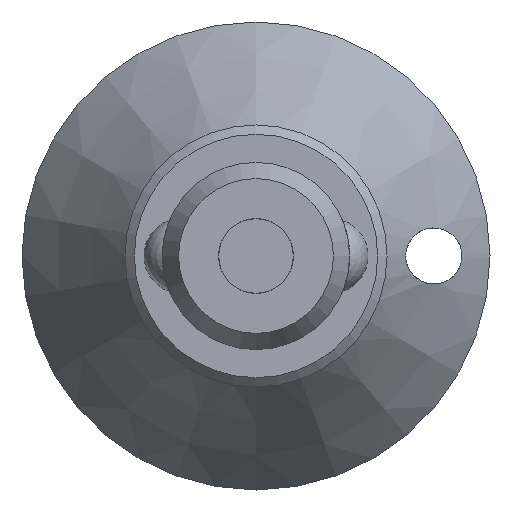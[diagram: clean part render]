
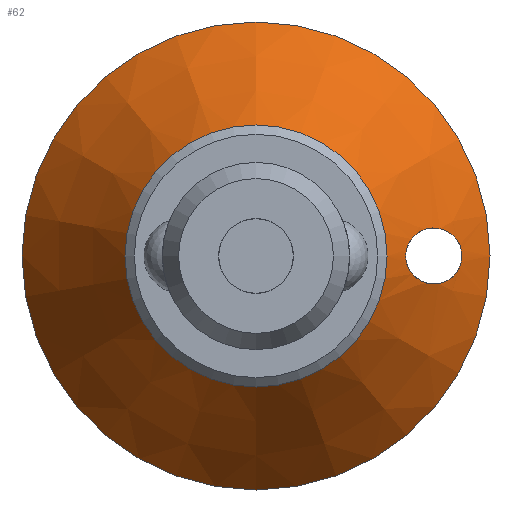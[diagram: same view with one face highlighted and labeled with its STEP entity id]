
A CAD part, front view. The second image highlights one B-rep face of the part: STEP entity #62.
In plain terms, the highlighted conical face has half-angle 33.9 degrees and reference radius 12.5 mm.
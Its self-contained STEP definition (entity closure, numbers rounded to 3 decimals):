
#62 = ADVANCED_FACE( '', ( #151, #152, #153 ), #154, .T. );
#151 = FACE_BOUND( '', #297, .T. );
#152 = FACE_OUTER_BOUND( '', #298, .T. );
#153 = FACE_BOUND( '', #299, .T. );
#154 = CONICAL_SURFACE( '', #300, 12.5, 0.592 );
#297 = EDGE_LOOP( '', ( #475 ) );
#298 = EDGE_LOOP( '', ( #476 ) );
#299 = EDGE_LOOP( '', ( #477 ) );
#300 = AXIS2_PLACEMENT_3D( '', #478, #479, #480 );
#475 = ORIENTED_EDGE( '', *, *, #680, .T. );
#476 = ORIENTED_EDGE( '', *, *, #681, .F. );
#477 = ORIENTED_EDGE( '', *, *, #682, .T. );
#478 = CARTESIAN_POINT( '', ( 0., 30.685, 0. ) );
#479 = DIRECTION( '', ( 0., 1., 0. ) );
#480 = DIRECTION( '', ( 0., 0., 1. ) );
#680 = EDGE_CURVE( '', #758, #758, #759, .T. );
#681 = EDGE_CURVE( '', #760, #760, #761, .T. );
#682 = EDGE_CURVE( '', #762, #762, #763, .T. );
#758 = VERTEX_POINT( '', #865 );
#759 = CIRCLE( '', #866, 7. );
#760 = VERTEX_POINT( '', #867 );
#761 = CIRCLE( '', #868, 12.5 );
#762 = VERTEX_POINT( '', #869 );
#763 = B_SPLINE_CURVE_WITH_KNOTS( '', 3, ( #870, #871, #872, #873, #874, #875, #876, #877, #878, #879, #880, #881, #882, #883, #884, #885, #886, #887, #888, #889, #890, #891, #892, #893, #894, #895, #896, #897, #898, #899, #900, #901, #902, #903, #904, #905, #906, #907, #908, #909, #910, #911, #912, #913, #914, #915 ), .UNSPECIFIED., .T., .F., ( 2, 2, 2, 2, 2, 2, 2, 2, 2, 2, 2, 2, 2, 2, 2, 2, 2, 2, 2, 2, 2, 2, 2, 2, 2 ), ( -0.001, 0., 0., 0.001, 0.001, 0.001, 0.002, 0.003, 0.003, 0.004, 0.005, 0.006, 0.006, 0.007, 0.007, 0.008, 0.008, 0.008, 0.009, 0.01, 0.011, 0.012, 0.013, 0.013, 0.014 ), .UNSPECIFIED. );
#865 = CARTESIAN_POINT( '', ( 0., 22.5, 7. ) );
#866 = AXIS2_PLACEMENT_3D( '', #1332, #1333, #1334 );
#867 = CARTESIAN_POINT( '', ( 0., 30.685, 12.5 ) );
#868 = AXIS2_PLACEMENT_3D( '', #1335, #1336, #1337 );
#869 = CARTESIAN_POINT( '', ( 8.221, 24.373, -0.784 ) );
#870 = CARTESIAN_POINT( '', ( 8.332, 24.562, -0.964 ) );
#871 = CARTESIAN_POINT( '', ( 8.166, 24.279, -0.694 ) );
#872 = CARTESIAN_POINT( '', ( 8.117, 24.193, -0.593 ) );
#873 = CARTESIAN_POINT( '', ( 8.058, 24.09, -0.417 ) );
#874 = CARTESIAN_POINT( '', ( 8.041, 24.061, -0.356 ) );
#875 = CARTESIAN_POINT( '', ( 8.015, 24.015, -0.225 ) );
#876 = CARTESIAN_POINT( '', ( 8.006, 24., -0.155 ) );
#877 = CARTESIAN_POINT( '', ( 7.994, 23.978, 0.054 ) );
#878 = CARTESIAN_POINT( '', ( 8.007, 24.001, 0.199 ) );
#879 = CARTESIAN_POINT( '', ( 8.065, 24.102, 0.456 ) );
#880 = CARTESIAN_POINT( '', ( 8.108, 24.178, 0.57 ) );
#881 = CARTESIAN_POINT( '', ( 8.257, 24.435, 0.868 ) );
#882 = CARTESIAN_POINT( '', ( 8.382, 24.647, 1.015 ) );
#883 = CARTESIAN_POINT( '', ( 8.645, 25.08, 1.245 ) );
#884 = CARTESIAN_POINT( '', ( 8.788, 25.309, 1.33 ) );
#885 = CARTESIAN_POINT( '', ( 9.081, 25.768, 1.449 ) );
#886 = CARTESIAN_POINT( '', ( 9.232, 25.998, 1.484 ) );
#887 = CARTESIAN_POINT( '', ( 9.542, 26.458, 1.507 ) );
#888 = CARTESIAN_POINT( '', ( 9.702, 26.691, 1.495 ) );
#889 = CARTESIAN_POINT( '', ( 10.02, 27.142, 1.417 ) );
#890 = CARTESIAN_POINT( '', ( 10.179, 27.362, 1.35 ) );
#891 = CARTESIAN_POINT( '', ( 10.411, 27.678, 1.195 ) );
#892 = CARTESIAN_POINT( '', ( 10.487, 27.779, 1.134 ) );
#893 = CARTESIAN_POINT( '', ( 10.631, 27.971, 0.991 ) );
#894 = CARTESIAN_POINT( '', ( 10.7, 28.063, 0.907 ) );
#895 = CARTESIAN_POINT( '', ( 10.824, 28.225, 0.715 ) );
#896 = CARTESIAN_POINT( '', ( 10.879, 28.297, 0.604 ) );
#897 = CARTESIAN_POINT( '', ( 10.962, 28.404, 0.359 ) );
#898 = CARTESIAN_POINT( '', ( 10.99, 28.44, 0.221 ) );
#899 = CARTESIAN_POINT( '', ( 11.005, 28.46, -0.057 ) );
#900 = CARTESIAN_POINT( '', ( 10.993, 28.443, -0.2 ) );
#901 = CARTESIAN_POINT( '', ( 10.933, 28.366, -0.465 ) );
#902 = CARTESIAN_POINT( '', ( 10.887, 28.306, -0.585 ) );
#903 = CARTESIAN_POINT( '', ( 10.719, 28.088, -0.907 ) );
#904 = CARTESIAN_POINT( '', ( 10.574, 27.897, -1.064 ) );
#905 = CARTESIAN_POINT( '', ( 10.272, 27.491, -1.3 ) );
#906 = CARTESIAN_POINT( '', ( 10.114, 27.273, -1.379 ) );
#907 = CARTESIAN_POINT( '', ( 9.795, 26.824, -1.48 ) );
#908 = CARTESIAN_POINT( '', ( 9.637, 26.597, -1.502 ) );
#909 = CARTESIAN_POINT( '', ( 9.325, 26.138, -1.498 ) );
#910 = CARTESIAN_POINT( '', ( 9.17, 25.904, -1.472 ) );
#911 = CARTESIAN_POINT( '', ( 8.873, 25.445, -1.372 ) );
#912 = CARTESIAN_POINT( '', ( 8.731, 25.219, -1.299 ) );
#913 = CARTESIAN_POINT( '', ( 8.461, 24.779, -1.095 ) );
#914 = CARTESIAN_POINT( '', ( 8.332, 24.562, -0.964 ) );
#915 = CARTESIAN_POINT( '', ( 8.166, 24.279, -0.694 ) );
#1332 = CARTESIAN_POINT( '', ( 0., 22.5, 0. ) );
#1333 = DIRECTION( '', ( 0., 1., 0. ) );
#1334 = DIRECTION( '', ( 0., 0., 1. ) );
#1335 = CARTESIAN_POINT( '', ( 0., 30.685, 0. ) );
#1336 = DIRECTION( '', ( 0., 1., 0. ) );
#1337 = DIRECTION( '', ( 0., 0., 1. ) );
